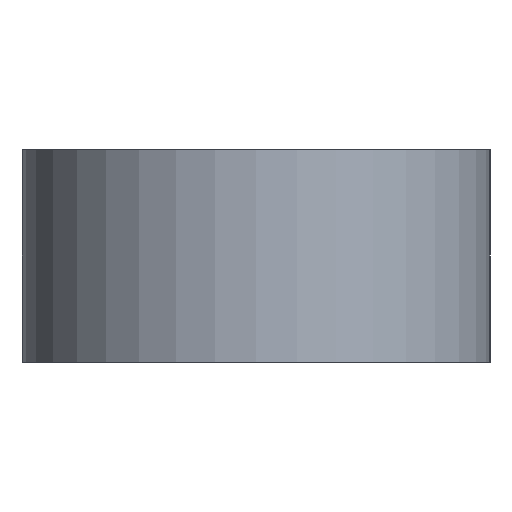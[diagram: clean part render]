
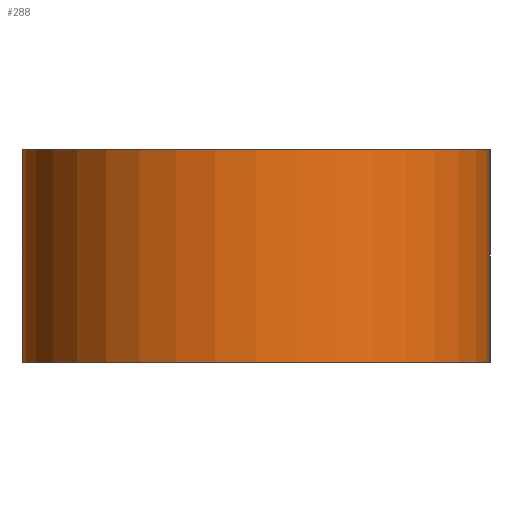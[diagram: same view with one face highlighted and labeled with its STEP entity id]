
A CAD part, front view. The second image highlights one B-rep face of the part: STEP entity #288.
In plain terms, the highlighted cylindrical face has radius 11 mm (diameter 22 mm), a partial arc.
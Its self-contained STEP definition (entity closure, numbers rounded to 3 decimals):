
#3 = VERTEX_POINT ( 'NONE', #264 ) ;
#5 = DIRECTION ( 'NONE',  ( 0., 0., 1. ) ) ;
#40 = VECTOR ( 'NONE', #134, 1000. ) ;
#85 = CYLINDRICAL_SURFACE ( 'NONE', #546, 11. ) ;
#94 = CARTESIAN_POINT ( 'NONE',  ( -11., -46.485, 10. ) ) ;
#104 = VERTEX_POINT ( 'NONE', #808 ) ;
#134 = DIRECTION ( 'NONE',  ( 0., 0., -1. ) ) ;
#139 = CARTESIAN_POINT ( 'NONE',  ( 11., -46.485, 10. ) ) ;
#156 = CARTESIAN_POINT ( 'NONE',  ( 0., -46.485, 10. ) ) ;
#203 = CARTESIAN_POINT ( 'NONE',  ( 11., -46.485, 10. ) ) ;
#224 = CARTESIAN_POINT ( 'NONE',  ( 0., -46.485, 10. ) ) ;
#235 = CARTESIAN_POINT ( 'NONE',  ( -11., -46.485, 0. ) ) ;
#264 = CARTESIAN_POINT ( 'NONE',  ( 11., -46.485, 0. ) ) ;
#266 = DIRECTION ( 'NONE',  ( -1., 0., 0. ) ) ;
#275 = EDGE_LOOP ( 'NONE', ( #479, #760, #686, #451 ) ) ;
#288 = ADVANCED_FACE ( 'NONE', ( #506 ), #85, .T. ) ;
#355 = CIRCLE ( 'NONE', #678, 11. ) ;
#371 = DIRECTION ( 'NONE',  ( 0., 0., 1. ) ) ;
#451 = ORIENTED_EDGE ( 'NONE', *, *, #748, .T. ) ;
#453 = LINE ( 'NONE', #94, #682 ) ;
#479 = ORIENTED_EDGE ( 'NONE', *, *, #810, .F. ) ;
#480 = EDGE_CURVE ( 'NONE', #104, #539, #453, .T. ) ;
#481 = AXIS2_PLACEMENT_3D ( 'NONE', #224, #371, #655 ) ;
#488 = LINE ( 'NONE', #203, #40 ) ;
#499 = DIRECTION ( 'NONE',  ( 0., 0., -1. ) ) ;
#506 = FACE_OUTER_BOUND ( 'NONE', #275, .T. ) ;
#539 = VERTEX_POINT ( 'NONE', #235 ) ;
#546 = AXIS2_PLACEMENT_3D ( 'NONE', #156, #499, #635 ) ;
#635 = DIRECTION ( 'NONE',  ( -1., 0., 0. ) ) ;
#655 = DIRECTION ( 'NONE',  ( -1., 0., 0. ) ) ;
#678 = AXIS2_PLACEMENT_3D ( 'NONE', #766, #5, #266 ) ;
#682 = VECTOR ( 'NONE', #732, 1000. ) ;
#686 = ORIENTED_EDGE ( 'NONE', *, *, #480, .T. ) ;
#728 = VERTEX_POINT ( 'NONE', #139 ) ;
#732 = DIRECTION ( 'NONE',  ( 0., 0., -1. ) ) ;
#748 = EDGE_CURVE ( 'NONE', #539, #3, #355, .T. ) ;
#760 = ORIENTED_EDGE ( 'NONE', *, *, #908, .F. ) ;
#766 = CARTESIAN_POINT ( 'NONE',  ( 0., -46.485, 0. ) ) ;
#808 = CARTESIAN_POINT ( 'NONE',  ( -11., -46.485, 10. ) ) ;
#810 = EDGE_CURVE ( 'NONE', #728, #3, #488, .T. ) ;
#869 = CIRCLE ( 'NONE', #481, 11. ) ;
#908 = EDGE_CURVE ( 'NONE', #104, #728, #869, .T. ) ;
